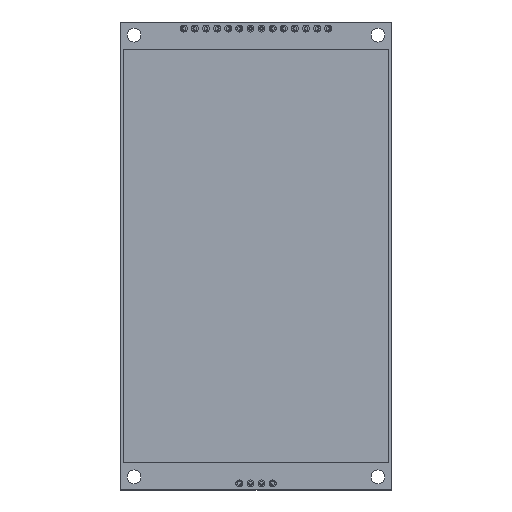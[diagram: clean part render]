
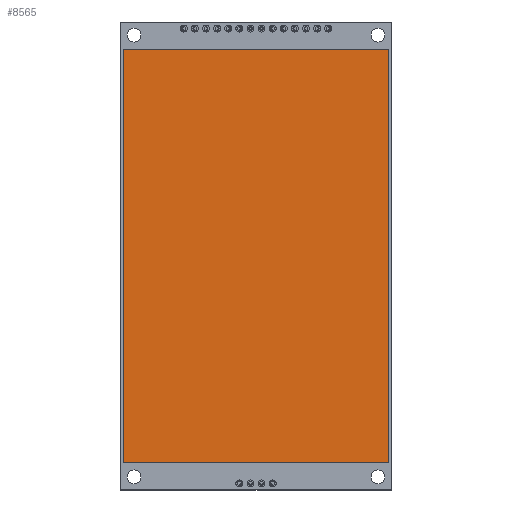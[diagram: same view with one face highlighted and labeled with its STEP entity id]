
A CAD part, top view. The second image highlights one B-rep face of the part: STEP entity #8565.
In plain terms, the highlighted planar face has unit normal (0, 0, 1).
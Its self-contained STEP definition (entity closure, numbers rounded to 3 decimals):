
#843=FACE_OUTER_BOUND('',#1418,.T.);
#1418=EDGE_LOOP('',(#5792,#5793,#5794,#5795));
#2110=LINE('',#12901,#2966);
#2113=LINE('',#12907,#2969);
#2116=LINE('',#12913,#2972);
#2119=LINE('',#12917,#2975);
#2966=VECTOR('',#10201,10.);
#2969=VECTOR('',#10206,10.);
#2972=VECTOR('',#10211,10.);
#2975=VECTOR('',#10216,10.);
#3822=VERTEX_POINT('',#12898);
#3823=VERTEX_POINT('',#12900);
#3825=VERTEX_POINT('',#12906);
#3827=VERTEX_POINT('',#12912);
#4590=EDGE_CURVE('',#3823,#3822,#2110,.T.);
#4593=EDGE_CURVE('',#3825,#3823,#2113,.T.);
#4596=EDGE_CURVE('',#3827,#3825,#2116,.T.);
#4599=EDGE_CURVE('',#3822,#3827,#2119,.T.);
#5792=ORIENTED_EDGE('',*,*,#4599,.T.);
#5793=ORIENTED_EDGE('',*,*,#4596,.T.);
#5794=ORIENTED_EDGE('',*,*,#4593,.T.);
#5795=ORIENTED_EDGE('',*,*,#4590,.T.);
#8156=PLANE('',#9276);
#8565=ADVANCED_FACE('',(#843),#8156,.T.);
#9276=AXIS2_PLACEMENT_3D('',#12918,#10217,#10218);
#10201=DIRECTION('',(0.,-1.,0.));
#10206=DIRECTION('',(-1.,0.,0.));
#10211=DIRECTION('',(0.,1.,0.));
#10216=DIRECTION('',(1.,0.,0.));
#10217=DIRECTION('center_axis',(0.,0.,1.));
#10218=DIRECTION('ref_axis',(1.,0.,0.));
#12898=CARTESIAN_POINT('',(2.625,9.25,6.1));
#12900=CARTESIAN_POINT('',(2.625,103.75,6.1));
#12901=CARTESIAN_POINT('',(2.625,79.75,6.1));
#12906=CARTESIAN_POINT('',(63.375,103.75,6.1));
#12907=CARTESIAN_POINT('',(33.,103.75,6.1));
#12912=CARTESIAN_POINT('',(63.375,9.25,6.1));
#12913=CARTESIAN_POINT('',(63.375,79.75,6.1));
#12917=CARTESIAN_POINT('',(33.,9.25,6.1));
#12918=CARTESIAN_POINT('Origin',(33.,79.75,6.1));
